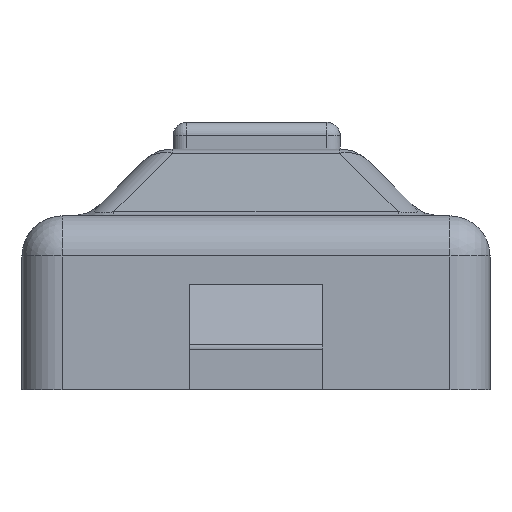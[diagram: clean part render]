
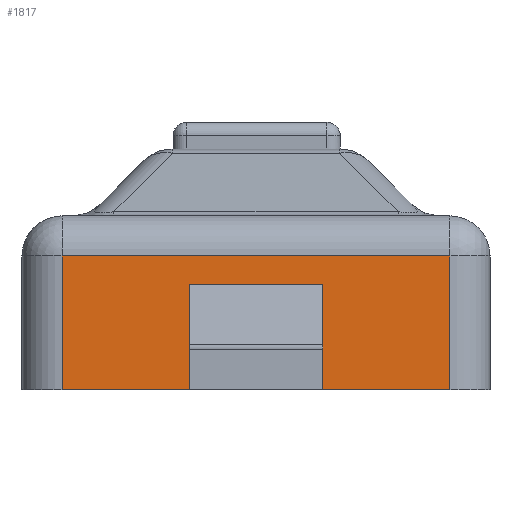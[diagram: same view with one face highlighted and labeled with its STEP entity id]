
A CAD part, left-side view. The second image highlights one B-rep face of the part: STEP entity #1817.
In plain terms, the highlighted planar face has unit normal (-1, 0, 0).
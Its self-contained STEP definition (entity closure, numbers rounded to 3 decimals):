
#1608 = EDGE_CURVE('',#1609,#1611,#1613,.T.);
#1609 = VERTEX_POINT('',#1610);
#1610 = CARTESIAN_POINT('',(-3.,-1.45,1.));
#1611 = VERTEX_POINT('',#1612);
#1612 = CARTESIAN_POINT('',(-3.,1.45,1.));
#1613 = LINE('',#1614,#1615);
#1614 = CARTESIAN_POINT('',(-3.,-1.75,1.));
#1615 = VECTOR('',#1616,1.);
#1616 = DIRECTION('',(0.,1.,0.));
#1817 = ADVANCED_FACE('',(#1818,#1843),#1877,.F.);
#1818 = FACE_BOUND('',#1819,.F.);
#1819 = EDGE_LOOP('',(#1820,#1830,#1836,#1837));
#1820 = ORIENTED_EDGE('',*,*,#1821,.T.);
#1821 = EDGE_CURVE('',#1822,#1824,#1826,.T.);
#1822 = VERTEX_POINT('',#1823);
#1823 = CARTESIAN_POINT('',(-3.,-1.45,0.));
#1824 = VERTEX_POINT('',#1825);
#1825 = CARTESIAN_POINT('',(-3.,1.45,0.));
#1826 = LINE('',#1827,#1828);
#1827 = CARTESIAN_POINT('',(-3.,-1.75,0.));
#1828 = VECTOR('',#1829,1.);
#1829 = DIRECTION('',(0.,1.,0.));
#1830 = ORIENTED_EDGE('',*,*,#1831,.T.);
#1831 = EDGE_CURVE('',#1824,#1611,#1832,.T.);
#1832 = LINE('',#1833,#1834);
#1833 = CARTESIAN_POINT('',(-3.,1.45,0.));
#1834 = VECTOR('',#1835,1.);
#1835 = DIRECTION('',(0.,0.,1.));
#1836 = ORIENTED_EDGE('',*,*,#1608,.F.);
#1837 = ORIENTED_EDGE('',*,*,#1838,.F.);
#1838 = EDGE_CURVE('',#1822,#1609,#1839,.T.);
#1839 = LINE('',#1840,#1841);
#1840 = CARTESIAN_POINT('',(-3.,-1.45,0.));
#1841 = VECTOR('',#1842,1.);
#1842 = DIRECTION('',(0.,0.,1.));
#1843 = FACE_BOUND('',#1844,.F.);
#1844 = EDGE_LOOP('',(#1845,#1855,#1863,#1871));
#1845 = ORIENTED_EDGE('',*,*,#1846,.F.);
#1846 = EDGE_CURVE('',#1847,#1849,#1851,.T.);
#1847 = VERTEX_POINT('',#1848);
#1848 = CARTESIAN_POINT('',(-3.,0.5,0.786));
#1849 = VERTEX_POINT('',#1850);
#1850 = CARTESIAN_POINT('',(-3.,-0.5,0.786));
#1851 = LINE('',#1852,#1853);
#1852 = CARTESIAN_POINT('',(-3.,-0.625,0.786));
#1853 = VECTOR('',#1854,1.);
#1854 = DIRECTION('',(0.,-1.,0.));
#1855 = ORIENTED_EDGE('',*,*,#1856,.T.);
#1856 = EDGE_CURVE('',#1847,#1857,#1859,.T.);
#1857 = VERTEX_POINT('',#1858);
#1858 = CARTESIAN_POINT('',(-3.,0.5,0.42));
#1859 = LINE('',#1860,#1861);
#1860 = CARTESIAN_POINT('',(-3.,0.5,0.));
#1861 = VECTOR('',#1862,1.);
#1862 = DIRECTION('',(0.,0.,-1.));
#1863 = ORIENTED_EDGE('',*,*,#1864,.F.);
#1864 = EDGE_CURVE('',#1865,#1857,#1867,.T.);
#1865 = VERTEX_POINT('',#1866);
#1866 = CARTESIAN_POINT('',(-3.,-0.5,0.42));
#1867 = LINE('',#1868,#1869);
#1868 = CARTESIAN_POINT('',(-3.,-0.625,0.42));
#1869 = VECTOR('',#1870,1.);
#1870 = DIRECTION('',(0.,1.,0.));
#1871 = ORIENTED_EDGE('',*,*,#1872,.F.);
#1872 = EDGE_CURVE('',#1849,#1865,#1873,.T.);
#1873 = LINE('',#1874,#1875);
#1874 = CARTESIAN_POINT('',(-3.,-0.5,0.));
#1875 = VECTOR('',#1876,1.);
#1876 = DIRECTION('',(0.,0.,-1.));
#1877 = PLANE('',#1878);
#1878 = AXIS2_PLACEMENT_3D('',#1879,#1880,#1881);
#1879 = CARTESIAN_POINT('',(-3.,-1.75,0.));
#1880 = DIRECTION('',(1.,0.,0.));
#1881 = DIRECTION('',(0.,0.,1.));
